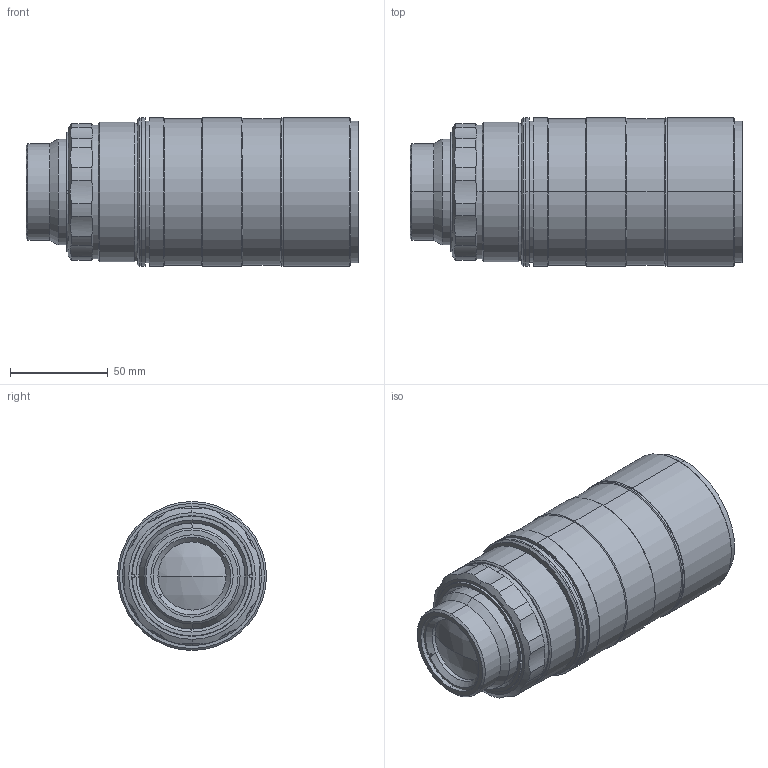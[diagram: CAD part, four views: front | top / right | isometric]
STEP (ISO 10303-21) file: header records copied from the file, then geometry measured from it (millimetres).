
FILE_DESCRIPTION (( 'STEP AP203' ), '1' );
FILE_NAME ('DP21261-B_MC12K067X-R.step', '2021-12-23T14:00:59', ( '' ), ( '' ), 'SwSTEP 2.0', 'SolidWorks 2021', '' );
FILE_SCHEMA (( 'CONFIG_CONTROL_DESIGN' ));
Length unit declared in the file: millimetre
Products named in the file (1): DP21261-B_MC12K067X-R
Bounding box: 169.41 x 76 x 76 mm (x, y, z)
Surface area: 78828.3 mm2 (no closed solid volume)
Topology: 0 solids, 13 shells, 135 faces, 349 edges, 229 vertices
Faces by surface type: cylinder 69, cone 36, plane 28, sphere 2
Entity records: 4553 total; most frequent: CARTESIAN_POINT 1136, DIRECTION 751, ORIENTED_EDGE 621, EDGE_CURVE 349, AXIS2_PLACEMENT_3D 308, VERTEX_POINT 229, CIRCLE 172, EDGE_LOOP 156
